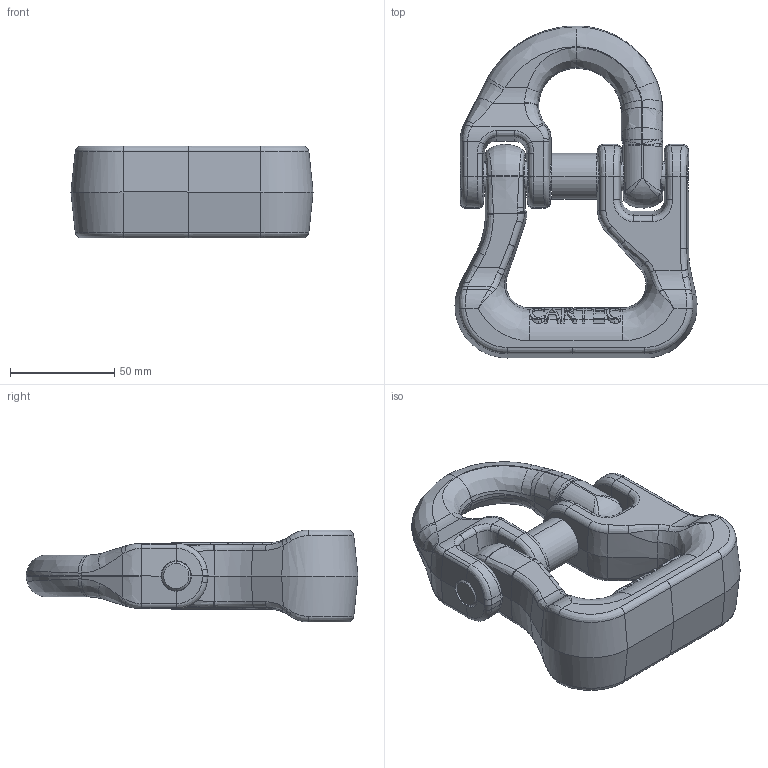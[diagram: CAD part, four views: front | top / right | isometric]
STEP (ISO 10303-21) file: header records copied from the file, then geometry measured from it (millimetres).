
FILE_DESCRIPTION(('STEP AP214'),'1');
FILE_NAME('cls_16.stp','2018-01-24T09:10:43',('TraceParts'),('TraceParts S.A.'),'Spatial InterOp 3D',' ',' ');
FILE_SCHEMA(('automotive_design'));
Length unit declared in the file: millimetre
Products named in the file (4): cls_16_1; cls_16_2; cls_16_3; cls_16_4
Bounding box: 115.88 x 158.9 x 44 mm (x, y, z)
Volume: 303209.4 mm3; surface area: 57655.2 mm2
Topology: 4 solids, 4 shells, 623 faces, 1561 edges, 921 vertices
Faces by surface type: bspline 355, cylinder 123, plane 113, cone 26, torus 4, sphere 2
Entity records: 48062 total; most frequent: CARTESIAN_POINT 30360, ORIENTED_EDGE 3092, DIRECTION 2034, EDGE_CURVE 1546, VERTEX_POINT 921, AXIS2_PLACEMENT_3D 800, STYLED_ITEM 627, PRESENTATION_STYLE_ASSIGNMENT 627
